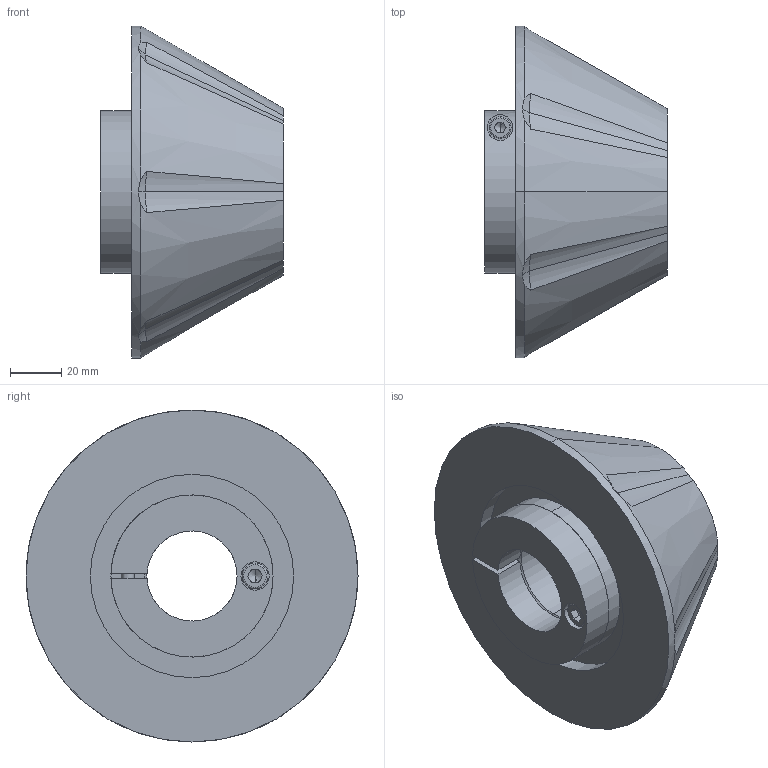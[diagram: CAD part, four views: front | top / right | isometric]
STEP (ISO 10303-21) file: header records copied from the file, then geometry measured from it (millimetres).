
FILE_DESCRIPTION (( 'STEP AP214' ), '1' );
FILE_NAME ('EL II-35-F-71.STEP', '2019-11-08T09:50:49', ( '' ), ( '' ), 'SwSTEP 2.0', 'SolidWorks 2019', '' );
FILE_SCHEMA (( 'AUTOMOTIVE_DESIGN' ));
Length unit declared in the file: millimetre
Products named in the file (1): EL II-35-F-71
Bounding box: 71 x 129 x 129 mm (x, y, z)
Volume: 424236.8 mm3; surface area: 55122.7 mm2
Topology: 4 solids, 4 shells, 123 faces, 286 edges, 174 vertices
Faces by surface type: cone 45, plane 40, cylinder 30, torus 8
Entity records: 5165 total; most frequent: CARTESIAN_POINT 982, DIRECTION 593, ORIENTED_EDGE 560, EDGE_CURVE 280, AXIS2_PLACEMENT_3D 241, VERTEX_POINT 174, EDGE_LOOP 140, UNCERTAINTY_MEASURE_WITH_UNIT 129
